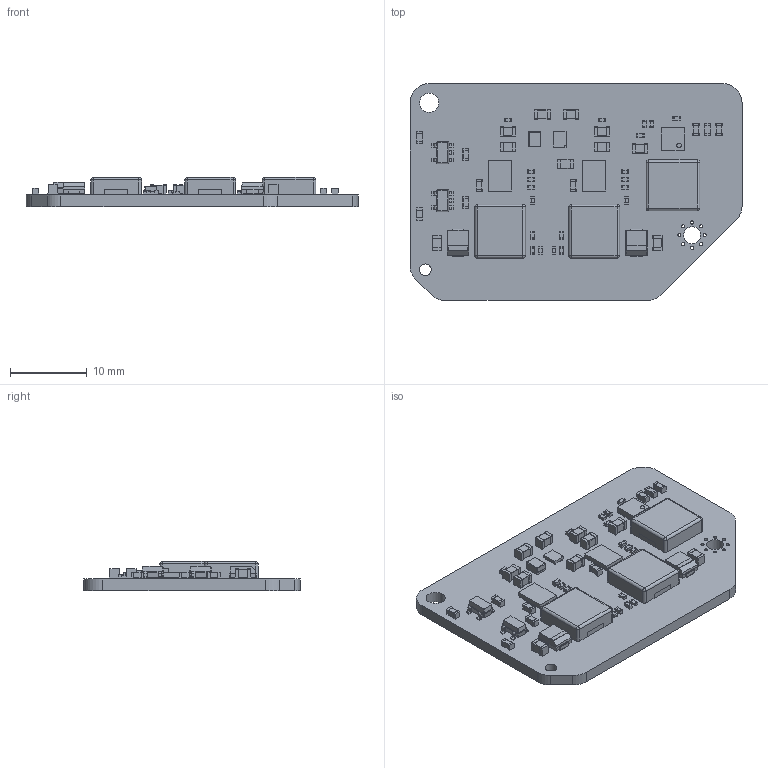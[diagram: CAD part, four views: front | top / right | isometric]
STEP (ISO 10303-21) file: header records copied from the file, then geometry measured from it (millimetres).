
FILE_DESCRIPTION(('KiCad electronic assembly'),'2;1');
FILE_NAME('Cafebara_regs.step','2025-10-14T12:38:33',('Pcbnew'),('Kicad' ),'Open CASCADE STEP processor 7.8','KiCad to STEP converter', 'Unknown');
FILE_SCHEMA(('AUTOMOTIVE_DESIGN { 1 0 10303 214 1 1 1 1 }'));
Length unit declared in the file: millimetre
Products named in the file (16): Cafebara_regs 1; TDA38826XUMA1; Body; Pins; C_0805_2012Metric; R_0402_1005Metric; C_0402_1005Metric; L_Sunlord_MWSA0624S; Cafebara_regs 1.7.1; C_0603_1608Metric; CP_EIA-3528-15_AVX-H; SOT-23-5; Texas_S-PVSON-N10; BGA_AUC330X_ONS; L_Cenker_CKCS201610; Cafebara_regs_PCB
Assembly tree (55 placements, depth 3):
  Cafebara_regs 1
    TDA38826XUMA1  x2
      Body
      Pins
    C_0805_2012Metric  x10
    R_0402_1005Metric  x11
    C_0402_1005Metric  x9
    L_Sunlord_MWSA0624S  x3
      Cafebara_regs 1.7.1
    C_0603_1608Metric  x9
    CP_EIA-3528-15_AVX-H  x2
    SOT-23-5  x2
    Texas_S-PVSON-N10
    BGA_AUC330X_ONS
    L_Cenker_CKCS201610
    Cafebara_regs_PCB
Bounding box: 43.25 x 28.25 x 3.79 mm (x, y, z)
Volume: 2127.7 mm3; surface area: 3580.2 mm2
Topology: 123 solids, 123 shells, 1944 faces, 4859 edges, 3166 vertices
Faces by surface type: plane 1294, cylinder 538, bspline 76, sphere 36
Full cylindrical faces by diameter (mm): 0.083 x1, 0.3 x5, 0.4 x8, 0.6 x1, 1.5 x1, 2.2 x1, 2.5 x1
Entity records: 21509 total; most frequent: CARTESIAN_POINT 3332, ORIENTED_EDGE 2950, DIRECTION 2932, EDGE_CURVE 1475, LINE 1176, VECTOR 1176, VERTEX_POINT 978, AXIS2_PLACEMENT_3D 878
